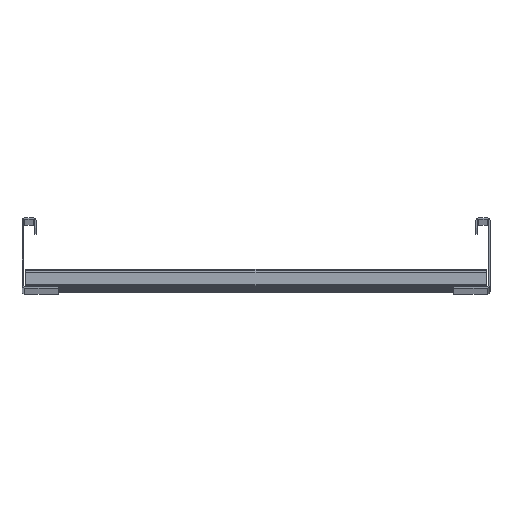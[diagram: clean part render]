
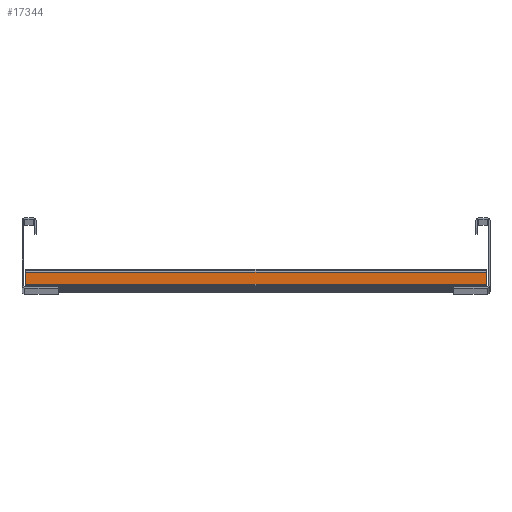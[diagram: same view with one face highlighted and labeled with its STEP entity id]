
A CAD part, top view. The second image highlights one B-rep face of the part: STEP entity #17344.
In plain terms, the highlighted planar face has unit normal (0, 0, 1).
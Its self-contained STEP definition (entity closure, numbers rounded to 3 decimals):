
#3741=DIRECTION('',(1.,0.,0.));
#3742=VECTOR('',#3741,393.6);
#3743=CARTESIAN_POINT('',(-196.8,-26.4,1365.));
#3744=LINE('',#3743,#3742);
#3820=DIRECTION('',(0.,-1.,0.));
#3821=VECTOR('',#3820,10.2);
#3822=CARTESIAN_POINT('',(-196.8,-16.2,1365.));
#3823=LINE('',#3822,#3821);
#3842=DIRECTION('',(0.,-1.,0.));
#3843=VECTOR('',#3842,10.2);
#3844=CARTESIAN_POINT('',(196.8,-16.2,1365.));
#3845=LINE('',#3844,#3843);
#3921=DIRECTION('',(1.,0.,0.));
#3922=VECTOR('',#3921,393.6);
#3923=CARTESIAN_POINT('',(-196.8,-16.2,1365.));
#3924=LINE('',#3923,#3922);
#9117=CARTESIAN_POINT('',(-196.8,-16.2,1365.));
#9118=CARTESIAN_POINT('',(-196.8,-26.4,1365.));
#9119=VERTEX_POINT('',#9117);
#9120=VERTEX_POINT('',#9118);
#9153=CARTESIAN_POINT('',(196.8,-16.2,1365.));
#9154=CARTESIAN_POINT('',(196.8,-26.4,1365.));
#9155=VERTEX_POINT('',#9153);
#9156=VERTEX_POINT('',#9154);
#17332=CARTESIAN_POINT('',(-196.8,-16.2,1365.));
#17333=DIRECTION('',(0.,0.,1.));
#17334=DIRECTION('',(0.,-1.,0.));
#17335=AXIS2_PLACEMENT_3D('',#17332,#17333,#17334);
#17336=PLANE('',#17335);
#17337=ORIENTED_EDGE('',*,*,#17252,.F.);
#17339=ORIENTED_EDGE('',*,*,#17338,.T.);
#17340=ORIENTED_EDGE('',*,*,#17293,.T.);
#17341=ORIENTED_EDGE('',*,*,#17202,.F.);
#17342=EDGE_LOOP('',(#17337,#17339,#17340,#17341));
#17343=FACE_OUTER_BOUND('',#17342,.F.);
#17344=ADVANCED_FACE('',(#17343),#17336,.T.);
#17202=EDGE_CURVE('',#9120,#9156,#3744,.T.);
#17252=EDGE_CURVE('',#9119,#9120,#3823,.T.);
#17293=EDGE_CURVE('',#9155,#9156,#3845,.T.);
#17338=EDGE_CURVE('',#9119,#9155,#3924,.T.);
